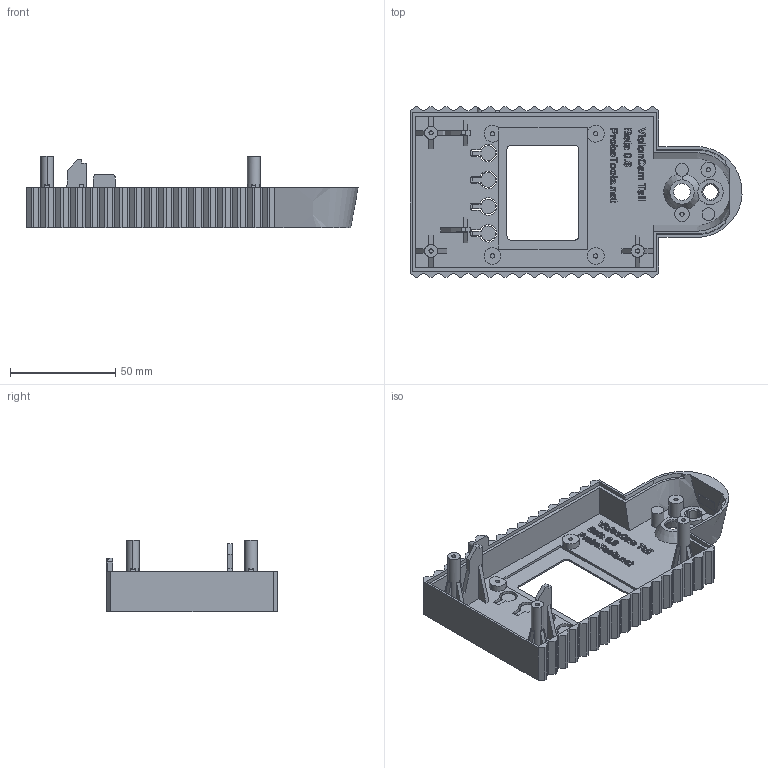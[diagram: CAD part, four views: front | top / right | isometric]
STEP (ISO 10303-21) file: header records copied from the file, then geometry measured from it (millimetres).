
FILE_DESCRIPTION (( 'STEP AP203' ), '1' );
FILE_NAME ('VisionCam Tall Beta 0.6 Front.STEP', '2017-10-25T13:39:58', ( '' ), ( '' ), 'SwSTEP 2.0', 'SolidWorks 2016', '' );
FILE_SCHEMA (( 'CONFIG_CONTROL_DESIGN' ));
Products named in the file (1): VisionCam Tall Beta 0.6 Front
Bounding box: 157.45 x 81 x 34 mm (x, y, z)
Volume: 46240.9 mm3; surface area: 42531.4 mm2
Topology: 1 solids, 1 shells, 842 faces, 2307 edges, 1536 vertices
Faces by surface type: plane 498, bspline 256, cylinder 82, cone 6
Entity records: 38591 total; most frequent: CARTESIAN_POINT 18892, ORIENTED_EDGE 4614, DIRECTION 3064, EDGE_CURVE 2307, VECTOR 1560, LINE 1560, VERTEX_POINT 1536, EDGE_LOOP 925
